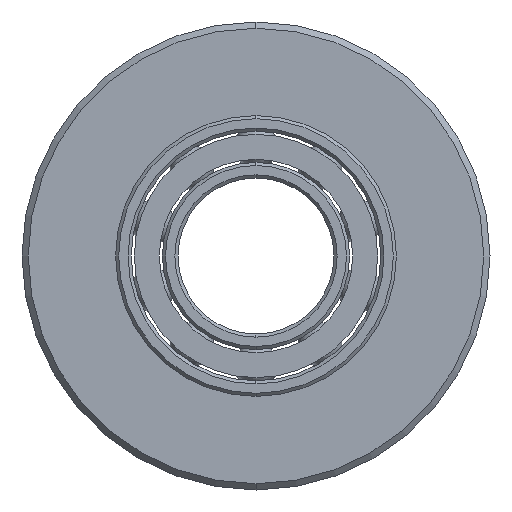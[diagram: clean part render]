
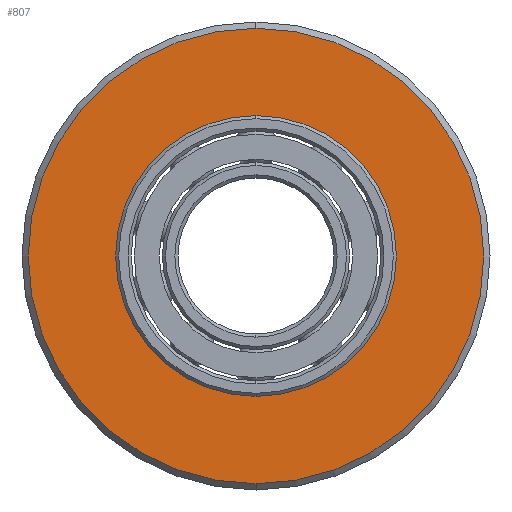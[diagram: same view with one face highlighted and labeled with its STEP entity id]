
A CAD part, left-side view. The second image highlights one B-rep face of the part: STEP entity #807.
In plain terms, the highlighted planar face has unit normal (-1, 0, 0).
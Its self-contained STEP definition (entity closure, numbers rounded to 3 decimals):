
#221 = CARTESIAN_POINT ( 'NONE',  ( -4.25, 0., 4.5 ) ) ;
#297 = DIRECTION ( 'NONE',  ( 1., 0., 0. ) ) ;
#377 = EDGE_CURVE ( 'NONE', #7610, #8382, #7073, .T. ) ;
#525 = CARTESIAN_POINT ( 'NONE',  ( -4.25, 4.5, 0. ) ) ;
#807 = ADVANCED_FACE ( 'NONE', ( #7527, #9402 ), #4971, .T. ) ;
#830 = ORIENTED_EDGE ( 'NONE', *, *, #4574, .T. ) ;
#1012 = DIRECTION ( 'NONE',  ( 1., 0., 0. ) ) ;
#1025 = DIRECTION ( 'NONE',  ( 0., 0., -1. ) ) ;
#1552 = CARTESIAN_POINT ( 'NONE',  ( -4.25, 0., 0. ) ) ;
#1606 = CARTESIAN_POINT ( 'NONE',  ( -4.25, 0., -4.5 ) ) ;
#1610 = EDGE_LOOP ( 'NONE', ( #6123, #2958 ) ) ;
#1702 = EDGE_CURVE ( 'NONE', #8382, #7610, #3713, .T. ) ;
#1782 = CARTESIAN_POINT ( 'NONE',  ( -4.25, 0., 0. ) ) ;
#1794 = CARTESIAN_POINT ( 'NONE',  ( -4.25, 0., 7.3 ) ) ;
#1821 = AXIS2_PLACEMENT_3D ( 'NONE', #1552, #6732, #5148 ) ;
#2464 = DIRECTION ( 'NONE',  ( 0., 0., -1. ) ) ;
#2958 = ORIENTED_EDGE ( 'NONE', *, *, #1702, .F. ) ;
#3468 = DIRECTION ( 'NONE',  ( 0., 0., -1. ) ) ;
#3713 = CIRCLE ( 'NONE', #6065, 7.3 ) ;
#4574 = EDGE_CURVE ( 'NONE', #6352, #5825, #4709, .T. ) ;
#4709 = CIRCLE ( 'NONE', #1821, 4.5 ) ;
#4773 = CARTESIAN_POINT ( 'NONE',  ( -4.25, 0., -7.3 ) ) ;
#4971 = PLANE ( 'NONE',  #8882 ) ;
#5148 = DIRECTION ( 'NONE',  ( 0., 0., -1. ) ) ;
#5641 = DIRECTION ( 'NONE',  ( 0., 0., 1. ) ) ;
#5794 = DIRECTION ( 'NONE',  ( 1., 0., 0. ) ) ;
#5825 = VERTEX_POINT ( 'NONE', #221 ) ;
#5899 = CIRCLE ( 'NONE', #8151, 4.5 ) ;
#6065 = AXIS2_PLACEMENT_3D ( 'NONE', #6906, #297, #1025 ) ;
#6123 = ORIENTED_EDGE ( 'NONE', *, *, #377, .F. ) ;
#6352 = VERTEX_POINT ( 'NONE', #1606 ) ;
#6410 = CARTESIAN_POINT ( 'NONE',  ( -4.25, 0., 0. ) ) ;
#6435 = DIRECTION ( 'NONE',  ( -1., 0., 0. ) ) ;
#6732 = DIRECTION ( 'NONE',  ( 1., 0., 0. ) ) ;
#6906 = CARTESIAN_POINT ( 'NONE',  ( -4.25, 0., 0. ) ) ;
#7073 = CIRCLE ( 'NONE', #7530, 7.3 ) ;
#7142 = EDGE_CURVE ( 'NONE', #5825, #6352, #5899, .T. ) ;
#7527 = FACE_BOUND ( 'NONE', #9157, .T. ) ;
#7530 = AXIS2_PLACEMENT_3D ( 'NONE', #6410, #5794, #3468 ) ;
#7610 = VERTEX_POINT ( 'NONE', #4773 ) ;
#8151 = AXIS2_PLACEMENT_3D ( 'NONE', #1782, #1012, #2464 ) ;
#8382 = VERTEX_POINT ( 'NONE', #1794 ) ;
#8882 = AXIS2_PLACEMENT_3D ( 'NONE', #525, #6435, #5641 ) ;
#9077 = ORIENTED_EDGE ( 'NONE', *, *, #7142, .T. ) ;
#9157 = EDGE_LOOP ( 'NONE', ( #830, #9077 ) ) ;
#9402 = FACE_OUTER_BOUND ( 'NONE', #1610, .T. ) ;
